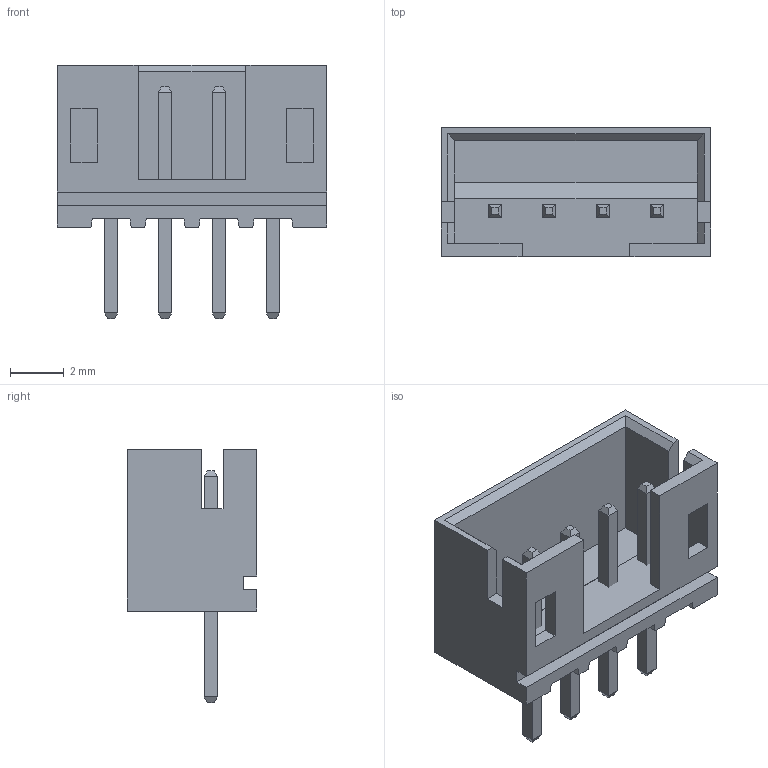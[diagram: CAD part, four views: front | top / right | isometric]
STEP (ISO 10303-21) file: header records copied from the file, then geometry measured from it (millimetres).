
FILE_DESCRIPTION(('STEP AP214'), '1');
FILE_NAME('DS1066', '2019-04-17T17:28:21', ('Nobody'), (''), 'ASCON STEP Converter 1.3', 'ASCON Math Kernel', '');
FILE_SCHEMA(('AUTOMOTIVE_DESIGN { 1 0 10303 214 3 1 1}'));
Length unit declared in the file: millimetre
Assembly tree (5 placements, depth 2):
  (unnamed)
    (unnamed)
    (unnamed)  x4
Bounding box: 10 x 4.8 x 9.4 mm (x, y, z)
Volume: 113.3 mm3; surface area: 442.8 mm2
Topology: 5 solids, 5 shells, 115 faces, 287 edges, 180 vertices
Faces by surface type: plane 115
Entity records: 3096 total; most frequent: CARTESIAN_POINT 414, ORIENTED_EDGE 406, DIRECTION 361, EDGE_CURVE 203, LINE 203, VECTOR 203, VERTEX_POINT 132, AXIS2_PLACEMENT_3D 79
